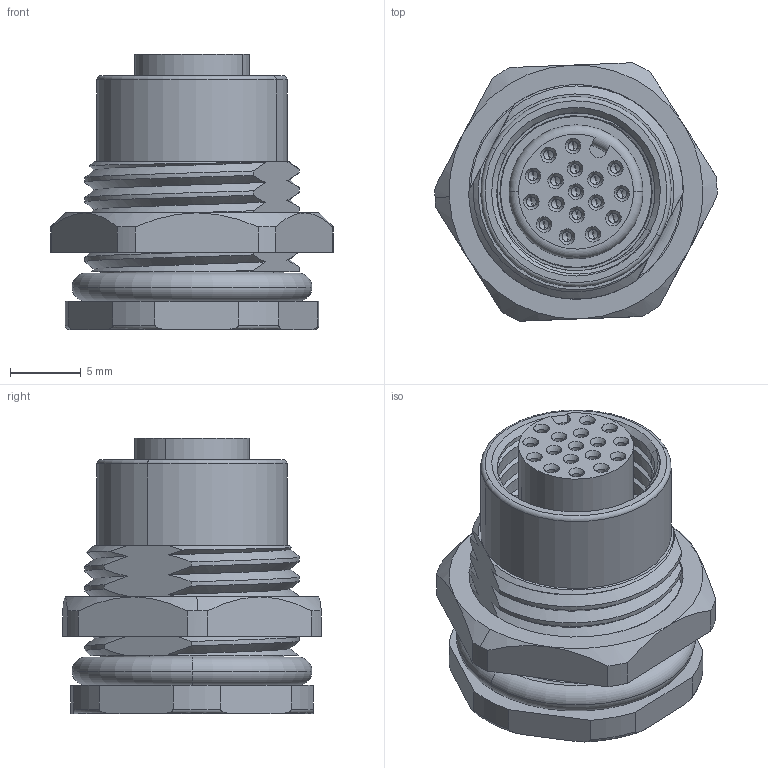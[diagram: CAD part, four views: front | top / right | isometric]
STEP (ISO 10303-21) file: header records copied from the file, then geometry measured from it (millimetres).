
FILE_DESCRIPTION (( 'STEP AP203' ), '1' );
FILE_NAME ('FEK171-.STEP', '2019-03-13T02:42:57', ( 'User' ), ( 'china' ), 'SwSTEP 2.0', 'SolidWorks 2012', '' );
FILE_SCHEMA (( 'CONFIG_CONTROL_DESIGN' ));
Length unit declared in the file: millimetre
Products named in the file (8): FEK171-; M12-17郋-脣謂; O型圈-9X1; O型圈; M12-17郋-謂釱; M12-Pg9ヶ坶踡蹟譫; O型圈-15X2; M12-Pg9謂釱ヶ坶踡楊擘
Assembly tree (23 placements, depth 2):
  FEK171-
    M12-Pg9謂釱ヶ坶踡楊擘
    O型圈-15X2
    M12-Pg9ヶ坶踡蹟譫
    M12-17郋-謂釱
    O型圈
    O型圈-9X1
    M12-17郋-脣謂  x17
Bounding box: 20 x 18.32 x 19.5 mm (x, y, z)
Volume: 2456.9 mm3; surface area: 5673 mm2
Topology: 23 solids, 23 shells, 1126 faces, 2667 edges, 1622 vertices
Faces by surface type: cylinder 507, plane 296, cone 270, torus 28, bspline 25
Entity records: 17163 total; most frequent: CARTESIAN_POINT 7464, DIRECTION 1820, ORIENTED_EDGE 1742, EDGE_CURVE 871, AXIS2_PLACEMENT_3D 747, VERTEX_POINT 550, EDGE_LOOP 427, CIRCLE 388
